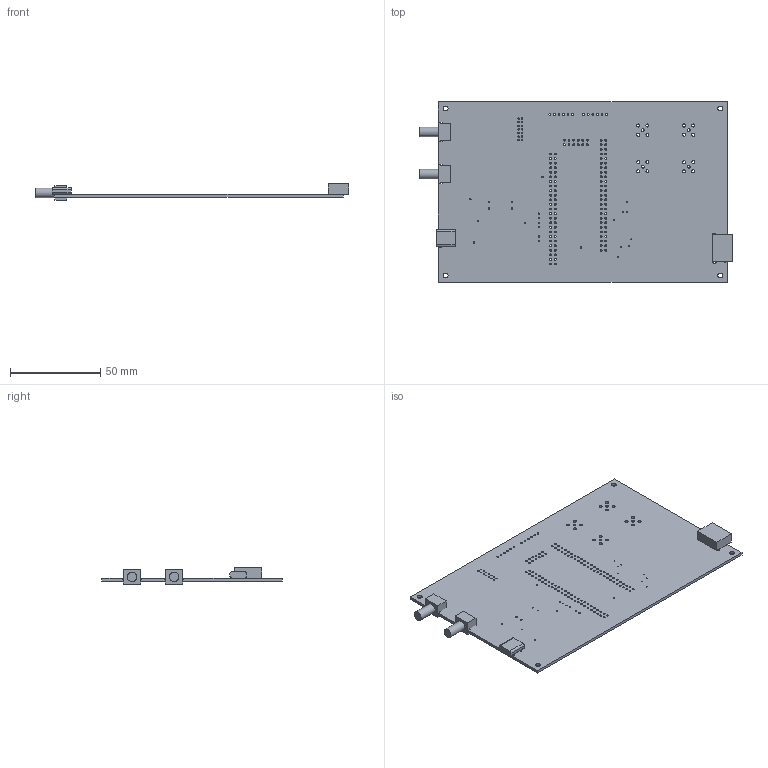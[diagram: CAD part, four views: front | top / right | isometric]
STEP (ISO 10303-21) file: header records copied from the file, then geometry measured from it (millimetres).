
FILE_DESCRIPTION(('KiCad electronic assembly'),'2;1');
FILE_NAME('Electron_generator.step','2022-05-24T15:47:33',('Pcbnew'),( 'Kicad'),'Open CASCADE STEP processor 7.5','KiCad to STEP converter' ,'Unknown');
FILE_SCHEMA(('AUTOMOTIVE_DESIGN { 1 0 10303 214 1 1 1 1 }'));
Length unit declared in the file: millimetre
Products named in the file (9): Electron_generator 1; conn_sma; SOLID; HDMI_90; USB_C; Electron_generator PCB
Assembly tree (9 placements, depth 3):
  Electron_generator 1
    conn_sma  x2
      SOLID
      SOLID
    HDMI_90
      SOLID
    USB_C
      SOLID
    Electron_generator PCB
Bounding box: 173.77 x 100 x 8.9 mm (x, y, z)
Volume: 28001.2 mm3; surface area: 35583.5 mm2
Topology: 7 solids, 7 shells, 244 faces, 690 edges, 460 vertices
Faces by surface type: cylinder 196, bspline 34, plane 14
Full cylindrical faces by diameter (mm): 0.5 x8, 0.65 x1, 0.7 x16, 0.75 x14, 0.95 x1, 1 x124, 1.1 x6, 1.5 x4, 1.7 x16, 2.1 x2, 2.7 x4
Entity records: 18835 total; most frequent: CARTESIAN_POINT 5382, DIRECTION 2312, ORIENTED_EDGE 1350, PCURVE 1350, DEFINITIONAL_REPRESENTATION 1350, LINE 1088, VECTOR 1088, EDGE_CURVE 675
